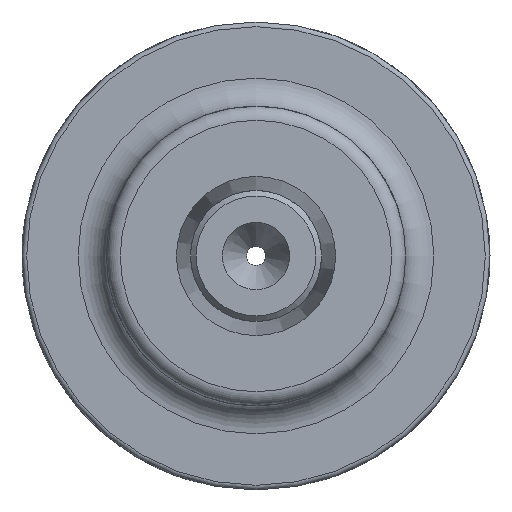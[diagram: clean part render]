
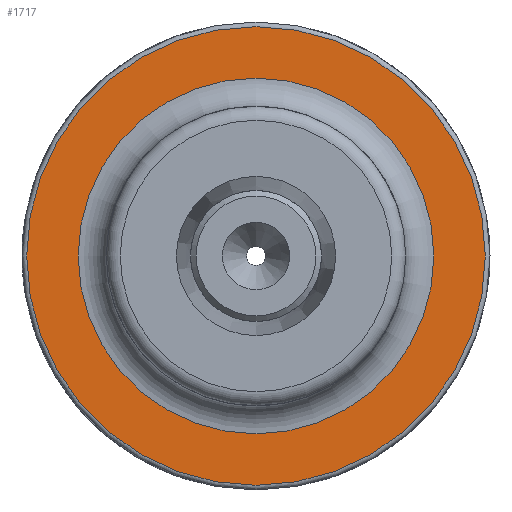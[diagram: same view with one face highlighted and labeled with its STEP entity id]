
A CAD part, left-side view. The second image highlights one B-rep face of the part: STEP entity #1717.
In plain terms, the highlighted planar face has unit normal (-1, 0, 0).
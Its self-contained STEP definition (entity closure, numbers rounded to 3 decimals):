
#674=CARTESIAN_POINT('',(-20.0,0.0,19.));
#675=VERTEX_POINT('',#674);
#676=CARTESIAN_POINT('',(-20.0,0.0,0.0));
#677=DIRECTION('',(-1.0,0.0,0.0));
#678=DIRECTION('',(0.0,0.0,1.0));
#679=AXIS2_PLACEMENT_3D('',#676,#677,#678);
#680=CIRCLE('',#679,19.);
#681=EDGE_CURVE('',#675,#675,#680,.T.);
#1698=CARTESIAN_POINT('',(-20.0,25.0,0.0));
#1699=DIRECTION('',(-1.0,0.0,0.0));
#1700=DIRECTION('',(0.0,0.0,1.0));
#1701=AXIS2_PLACEMENT_3D('',#1698,#1699,#1700);
#1702=PLANE('',#1701);
#1703=CARTESIAN_POINT('',(-20.0,24.5,0.));
#1704=VERTEX_POINT('',#1703);
#1705=CARTESIAN_POINT('',(-20.0,0.0,0.0));
#1706=DIRECTION('',(1.0,0.0,0.0));
#1707=DIRECTION('',(0.0,-1.0,0.0));
#1708=AXIS2_PLACEMENT_3D('',#1705,#1706,#1707);
#1709=CIRCLE('',#1708,24.5);
#1710=EDGE_CURVE('',#1704,#1704,#1709,.T.);
#1711=ORIENTED_EDGE('',*,*,#1710,.F.);
#1712=EDGE_LOOP('',(#1711));
#1713=FACE_OUTER_BOUND('',#1712,.T.);
#1714=ORIENTED_EDGE('',*,*,#681,.F.);
#1715=EDGE_LOOP('',(#1714));
#1716=FACE_BOUND('',#1715,.T.);
#1717=ADVANCED_FACE('',(#1713,#1716),#1702,.T.);
